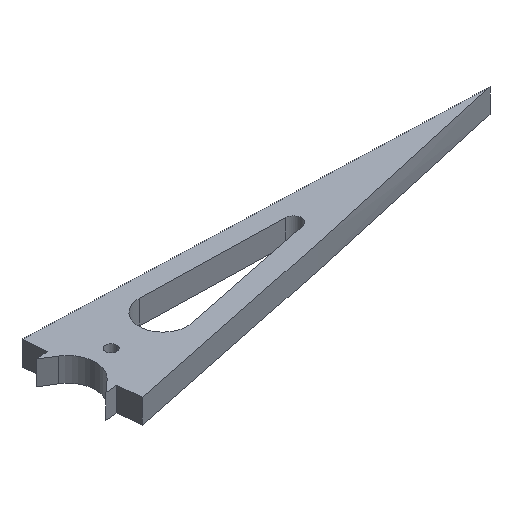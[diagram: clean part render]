
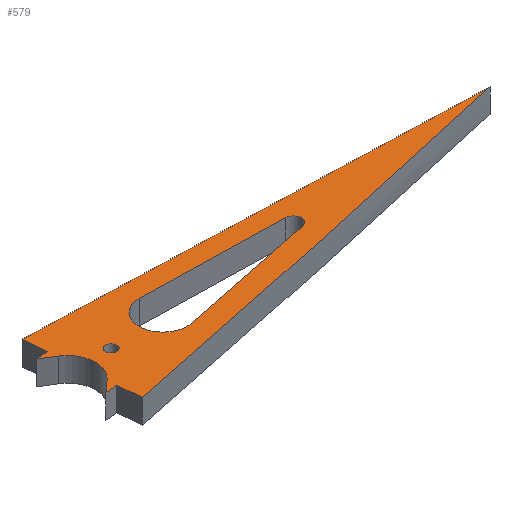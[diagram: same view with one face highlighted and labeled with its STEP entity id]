
A CAD part, isometric view. The second image highlights one B-rep face of the part: STEP entity #579.
In plain terms, the highlighted planar face has unit normal (0, 0, 1).
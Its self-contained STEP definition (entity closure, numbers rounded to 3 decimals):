
#42=CARTESIAN_POINT('Vertex',(405.705,-19.797,6.)) ;
#56=CARTESIAN_POINT('Vertex',(408.693,-19.531,6.)) ;
#59=CARTESIAN_POINT('Line Origine',(407.199,-19.664,6.)) ;
#82=CARTESIAN_POINT('Vertex',(408.68,-17.122,6.)) ;
#90=CARTESIAN_POINT('Line Origine',(407.192,-18.459,6.)) ;
#113=CARTESIAN_POINT('Vertex',(407.687,-5.966,6.)) ;
#121=CARTESIAN_POINT('Axis2P3D Location',(404.,-11.917,6.)) ;
#144=CARTESIAN_POINT('Vertex',(404.287,-3.859,6.)) ;
#152=CARTESIAN_POINT('Line Origine',(405.987,-4.913,6.)) ;
#175=CARTESIAN_POINT('Vertex',(407.275,-3.594,6.)) ;
#183=CARTESIAN_POINT('Line Origine',(405.781,-3.727,6.)) ;
#206=CARTESIAN_POINT('Vertex',(406.76,2.203,6.)) ;
#214=CARTESIAN_POINT('Line Origine',(407.018,-0.695,6.)) ;
#245=CARTESIAN_POINT('Vertex',(519.741,-1.621,6.)) ;
#260=CARTESIAN_POINT('Control Point',(519.741,-1.621,6.)) ;
#261=CARTESIAN_POINT('Control Point',(498.612,-0.904,6.)) ;
#262=CARTESIAN_POINT('Control Point',(477.484,-0.186,6.)) ;
#263=CARTESIAN_POINT('Control Point',(456.355,0.531,6.)) ;
#264=CARTESIAN_POINT('Control Point',(433.759,1.296,6.)) ;
#265=CARTESIAN_POINT('Control Point',(411.162,2.055,6.)) ;
#266=CARTESIAN_POINT('Control Point',(409.695,2.104,6.)) ;
#267=CARTESIAN_POINT('Control Point',(408.227,2.154,6.)) ;
#268=CARTESIAN_POINT('Control Point',(406.76,2.203,6.)) ;
#296=CARTESIAN_POINT('Vertex',(409.212,-25.368,6.)) ;
#311=CARTESIAN_POINT('Control Point',(409.212,-25.368,6.)) ;
#312=CARTESIAN_POINT('Control Point',(425.892,-22.083,6.)) ;
#313=CARTESIAN_POINT('Control Point',(442.544,-18.658,6.)) ;
#314=CARTESIAN_POINT('Control Point',(459.168,-15.119,6.)) ;
#315=CARTESIAN_POINT('Control Point',(481.25,-10.291,6.)) ;
#316=CARTESIAN_POINT('Control Point',(503.306,-5.344,6.)) ;
#317=CARTESIAN_POINT('Control Point',(508.786,-4.108,6.)) ;
#318=CARTESIAN_POINT('Control Point',(514.264,-2.867,6.)) ;
#319=CARTESIAN_POINT('Control Point',(519.741,-1.621,6.)) ;
#333=CARTESIAN_POINT('Line Origine',(408.953,-22.449,6.)) ;
#356=CARTESIAN_POINT('Vertex',(414.553,-10.853,6.)) ;
#370=CARTESIAN_POINT('Vertex',(417.353,-10.853,6.)) ;
#373=CARTESIAN_POINT('Axis2P3D Location',(415.953,-10.853,6.)) ;
#390=CARTESIAN_POINT('Axis2P3D Location',(415.953,-10.853,6.)) ;
#413=CARTESIAN_POINT('Vertex',(466.33,-8.368,6.)) ;
#427=CARTESIAN_POINT('Vertex',(431.344,-15.47,6.)) ;
#430=CARTESIAN_POINT('Line Origine',(448.837,-11.919,6.)) ;
#453=CARTESIAN_POINT('Vertex',(465.978,-4.408,6.)) ;
#461=CARTESIAN_POINT('Axis2P3D Location',(465.932,-6.408,6.)) ;
#484=CARTESIAN_POINT('Vertex',(430.288,-3.592,6.)) ;
#492=CARTESIAN_POINT('Line Origine',(448.133,-4.,6.)) ;
#514=CARTESIAN_POINT('Axis2P3D Location',(430.151,-9.59,6.)) ;
#553=CARTESIAN_POINT('Axis2P3D Location',(0.,0.,6.)) ;
#61=VECTOR('Line Direction',#60,1.) ;
#92=VECTOR('Line Direction',#91,1.) ;
#154=VECTOR('Line Direction',#153,1.) ;
#185=VECTOR('Line Direction',#184,1.) ;
#216=VECTOR('Line Direction',#215,1.) ;
#335=VECTOR('Line Direction',#334,1.) ;
#432=VECTOR('Line Direction',#431,1.) ;
#494=VECTOR('Line Direction',#493,1.) ;
#60=DIRECTION('Vector Direction',(-0.996,-0.089,0.)) ;
#91=DIRECTION('Vector Direction',(0.744,0.669,0.)) ;
#122=DIRECTION('Axis2P3D Direction',(0.,0.,-1.)) ;
#153=DIRECTION('Vector Direction',(0.85,-0.527,0.)) ;
#184=DIRECTION('Vector Direction',(0.996,0.089,0.)) ;
#215=DIRECTION('Vector Direction',(-0.089,0.996,0.)) ;
#334=DIRECTION('Vector Direction',(0.089,-0.996,0.)) ;
#374=DIRECTION('Axis2P3D Direction',(0.,0.,-1.)) ;
#391=DIRECTION('Axis2P3D Direction',(0.,0.,-1.)) ;
#431=DIRECTION('Vector Direction',(0.98,0.199,0.)) ;
#462=DIRECTION('Axis2P3D Direction',(0.,0.,-1.)) ;
#493=DIRECTION('Vector Direction',(1.,-0.023,0.)) ;
#515=DIRECTION('Axis2P3D Direction',(0.,0.,-1.)) ;
#554=DIRECTION('Axis2P3D Direction',(0.,0.,-1.)) ;
#555=DIRECTION('Axis2P3D XDirection',(1.,0.,0.)) ;
#123=AXIS2_PLACEMENT_3D('Circle Axis2P3D',#121,#122,$) ;
#375=AXIS2_PLACEMENT_3D('Circle Axis2P3D',#373,#374,$) ;
#392=AXIS2_PLACEMENT_3D('Circle Axis2P3D',#390,#391,$) ;
#463=AXIS2_PLACEMENT_3D('Circle Axis2P3D',#461,#462,$) ;
#516=AXIS2_PLACEMENT_3D('Circle Axis2P3D',#514,#515,$) ;
#556=AXIS2_PLACEMENT_3D('Plane Axis2P3D',#553,#554,#555) ;
#62=LINE('Line',#59,#61) ;
#93=LINE('Line',#90,#92) ;
#155=LINE('Line',#152,#154) ;
#186=LINE('Line',#183,#185) ;
#217=LINE('Line',#214,#216) ;
#336=LINE('Line',#333,#335) ;
#433=LINE('Line',#430,#432) ;
#495=LINE('Line',#492,#494) ;
#124=CIRCLE('generated circle',#123,7.) ;
#376=CIRCLE('generated circle',#375,1.4) ;
#393=CIRCLE('generated circle',#392,1.4) ;
#464=CIRCLE('generated circle',#463,2.) ;
#517=CIRCLE('generated circle',#516,6.) ;
#557=PLANE('',#556) ;
#572=FACE_BOUND('',#569,.T.) ;
#578=FACE_BOUND('',#573,.T.) ;
#63=EDGE_CURVE('',#43,#57,#62,.F.) ;
#94=EDGE_CURVE('',#83,#43,#93,.F.) ;
#125=EDGE_CURVE('',#114,#83,#124,.T.) ;
#156=EDGE_CURVE('',#145,#114,#155,.T.) ;
#187=EDGE_CURVE('',#176,#145,#186,.F.) ;
#218=EDGE_CURVE('',#207,#176,#217,.F.) ;
#269=EDGE_CURVE('',#246,#207,#259,.T.) ;
#320=EDGE_CURVE('',#297,#246,#310,.T.) ;
#337=EDGE_CURVE('',#57,#297,#336,.T.) ;
#377=EDGE_CURVE('',#357,#371,#376,.T.) ;
#394=EDGE_CURVE('',#371,#357,#393,.T.) ;
#434=EDGE_CURVE('',#414,#428,#433,.F.) ;
#465=EDGE_CURVE('',#454,#414,#464,.T.) ;
#496=EDGE_CURVE('',#485,#454,#495,.T.) ;
#518=EDGE_CURVE('',#428,#485,#517,.T.) ;
#559=ORIENTED_EDGE('',*,*,#337,.T.) ;
#560=ORIENTED_EDGE('',*,*,#320,.T.) ;
#561=ORIENTED_EDGE('',*,*,#269,.T.) ;
#562=ORIENTED_EDGE('',*,*,#218,.T.) ;
#563=ORIENTED_EDGE('',*,*,#187,.T.) ;
#564=ORIENTED_EDGE('',*,*,#156,.T.) ;
#565=ORIENTED_EDGE('',*,*,#125,.T.) ;
#566=ORIENTED_EDGE('',*,*,#94,.T.) ;
#567=ORIENTED_EDGE('',*,*,#63,.T.) ;
#570=ORIENTED_EDGE('',*,*,#394,.T.) ;
#571=ORIENTED_EDGE('',*,*,#377,.T.) ;
#574=ORIENTED_EDGE('',*,*,#518,.T.) ;
#575=ORIENTED_EDGE('',*,*,#496,.T.) ;
#576=ORIENTED_EDGE('',*,*,#465,.T.) ;
#577=ORIENTED_EDGE('',*,*,#434,.T.) ;
#558=EDGE_LOOP('',(#559,#560,#561,#562,#563,#564,#565,#566,#567)) ;
#569=EDGE_LOOP('',(#570,#571)) ;
#573=EDGE_LOOP('',(#574,#575,#576,#577)) ;
#43=VERTEX_POINT('',#42) ;
#57=VERTEX_POINT('',#56) ;
#83=VERTEX_POINT('',#82) ;
#114=VERTEX_POINT('',#113) ;
#145=VERTEX_POINT('',#144) ;
#176=VERTEX_POINT('',#175) ;
#207=VERTEX_POINT('',#206) ;
#246=VERTEX_POINT('',#245) ;
#297=VERTEX_POINT('',#296) ;
#357=VERTEX_POINT('',#356) ;
#371=VERTEX_POINT('',#370) ;
#414=VERTEX_POINT('',#413) ;
#428=VERTEX_POINT('',#427) ;
#454=VERTEX_POINT('',#453) ;
#485=VERTEX_POINT('',#484) ;
#579=ADVANCED_FACE('PartBody',(#568,#572,#578),#557,.F.) ;
#259=B_SPLINE_CURVE_WITH_KNOTS('',5,(#260,#261,#262,#263,#264,#265,#266,#267,#268),.UNSPECIFIED.,.F.,.U.,(6,3,6),(0.,105.667,113.007),.UNSPECIFIED.) ;
#310=B_SPLINE_CURVE_WITH_KNOTS('',5,(#311,#312,#313,#314,#315,#316,#317,#318,#319),.UNSPECIFIED.,.F.,.U.,(6,3,6),(500420.898,500505.833,500533.918),.UNSPECIFIED.) ;
#568=FACE_OUTER_BOUND('',#558,.T.) ;
